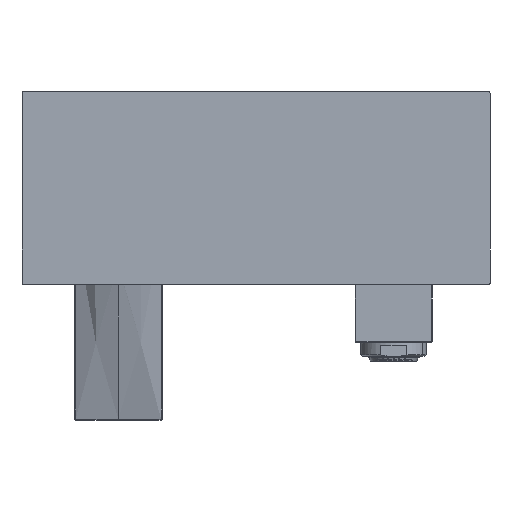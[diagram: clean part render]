
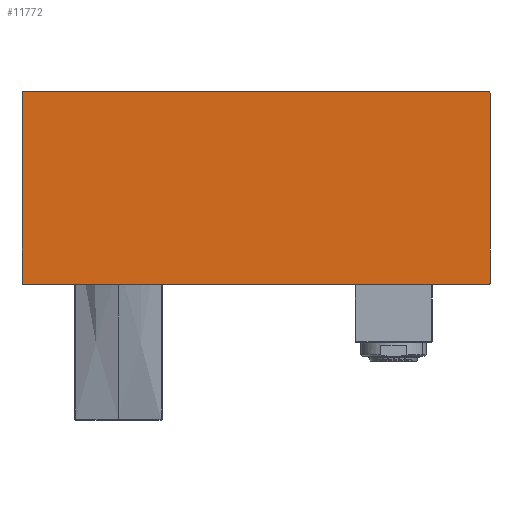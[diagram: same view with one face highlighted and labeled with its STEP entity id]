
A CAD part, left-side view. The second image highlights one B-rep face of the part: STEP entity #11772.
In plain terms, the highlighted face is planar.
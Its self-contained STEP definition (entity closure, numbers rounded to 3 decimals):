
#11650=CARTESIAN_POINT('Vertex',(-35.,-134.5,0.)) ;
#11654=CARTESIAN_POINT('Control Point',(-34.5,-135.,0.)) ;
#11655=CARTESIAN_POINT('Control Point',(-34.696,-135.,0.)) ;
#11656=CARTESIAN_POINT('Control Point',(-34.895,-134.895,0.)) ;
#11657=CARTESIAN_POINT('Control Point',(-35.,-134.696,0.)) ;
#11658=CARTESIAN_POINT('Control Point',(-35.,-134.5,0.)) ;
#11659=CARTESIAN_POINT('Vertex',(-34.5,-135.,0.)) ;
#11674=CARTESIAN_POINT('Axis2P3D Location',(0.,0.,0.)) ;
#11679=CARTESIAN_POINT('Line Origine',(-35.,-50.,0.)) ;
#11683=CARTESIAN_POINT('Vertex',(-35.,34.5,0.)) ;
#11687=CARTESIAN_POINT('Control Point',(-35.,34.5,0.)) ;
#11688=CARTESIAN_POINT('Control Point',(-35.,34.547,0.)) ;
#11689=CARTESIAN_POINT('Control Point',(-34.994,34.595,0.)) ;
#11690=CARTESIAN_POINT('Control Point',(-34.983,34.641,0.)) ;
#11691=CARTESIAN_POINT('Control Point',(-34.95,34.731,0.)) ;
#11692=CARTESIAN_POINT('Control Point',(-34.897,34.81,0.)) ;
#11693=CARTESIAN_POINT('Control Point',(-34.866,34.846,0.)) ;
#11694=CARTESIAN_POINT('Control Point',(-34.795,34.91,0.)) ;
#11695=CARTESIAN_POINT('Control Point',(-34.712,34.957,0.)) ;
#11696=CARTESIAN_POINT('Control Point',(-34.668,34.975,0.)) ;
#11697=CARTESIAN_POINT('Control Point',(-34.607,34.991,0.)) ;
#11698=CARTESIAN_POINT('Control Point',(-34.545,34.998,0.)) ;
#11699=CARTESIAN_POINT('Control Point',(-34.53,34.999,0.)) ;
#11700=CARTESIAN_POINT('Control Point',(-34.515,35.,0.)) ;
#11701=CARTESIAN_POINT('Control Point',(-34.5,35.,0.)) ;
#11702=CARTESIAN_POINT('Vertex',(-34.5,35.,0.)) ;
#11705=CARTESIAN_POINT('Line Origine',(0.,35.,0.)) ;
#11709=CARTESIAN_POINT('Vertex',(34.5,35.,0.)) ;
#11713=CARTESIAN_POINT('Control Point',(34.5,35.,0.)) ;
#11714=CARTESIAN_POINT('Control Point',(34.547,35.,0.)) ;
#11715=CARTESIAN_POINT('Control Point',(34.595,34.994,0.)) ;
#11716=CARTESIAN_POINT('Control Point',(34.641,34.983,0.)) ;
#11717=CARTESIAN_POINT('Control Point',(34.731,34.95,0.)) ;
#11718=CARTESIAN_POINT('Control Point',(34.81,34.897,0.)) ;
#11719=CARTESIAN_POINT('Control Point',(34.846,34.866,0.)) ;
#11720=CARTESIAN_POINT('Control Point',(34.91,34.795,0.)) ;
#11721=CARTESIAN_POINT('Control Point',(34.957,34.712,0.)) ;
#11722=CARTESIAN_POINT('Control Point',(34.975,34.668,0.)) ;
#11723=CARTESIAN_POINT('Control Point',(34.991,34.607,0.)) ;
#11724=CARTESIAN_POINT('Control Point',(34.998,34.545,0.)) ;
#11725=CARTESIAN_POINT('Control Point',(34.999,34.53,0.)) ;
#11726=CARTESIAN_POINT('Control Point',(35.,34.515,0.)) ;
#11727=CARTESIAN_POINT('Control Point',(35.,34.5,0.)) ;
#11728=CARTESIAN_POINT('Vertex',(35.,34.5,0.)) ;
#11731=CARTESIAN_POINT('Line Origine',(35.,-50.,0.)) ;
#11735=CARTESIAN_POINT('Vertex',(35.,-134.5,0.)) ;
#11739=CARTESIAN_POINT('Control Point',(35.,-134.5,0.)) ;
#11740=CARTESIAN_POINT('Control Point',(35.,-134.547,0.)) ;
#11741=CARTESIAN_POINT('Control Point',(34.994,-134.595,0.)) ;
#11742=CARTESIAN_POINT('Control Point',(34.983,-134.641,0.)) ;
#11743=CARTESIAN_POINT('Control Point',(34.95,-134.731,0.)) ;
#11744=CARTESIAN_POINT('Control Point',(34.897,-134.81,0.)) ;
#11745=CARTESIAN_POINT('Control Point',(34.866,-134.846,0.)) ;
#11746=CARTESIAN_POINT('Control Point',(34.795,-134.91,0.)) ;
#11747=CARTESIAN_POINT('Control Point',(34.712,-134.957,0.)) ;
#11748=CARTESIAN_POINT('Control Point',(34.668,-134.975,0.)) ;
#11749=CARTESIAN_POINT('Control Point',(34.607,-134.991,0.)) ;
#11750=CARTESIAN_POINT('Control Point',(34.545,-134.998,0.)) ;
#11751=CARTESIAN_POINT('Control Point',(34.53,-134.999,0.)) ;
#11752=CARTESIAN_POINT('Control Point',(34.515,-135.,0.)) ;
#11753=CARTESIAN_POINT('Control Point',(34.5,-135.,0.)) ;
#11754=CARTESIAN_POINT('Vertex',(34.5,-135.,0.)) ;
#11757=CARTESIAN_POINT('Line Origine',(0.,-135.,0.)) ;
#11681=VECTOR('Line Direction',#11680,1.) ;
#11707=VECTOR('Line Direction',#11706,1.) ;
#11733=VECTOR('Line Direction',#11732,1.) ;
#11759=VECTOR('Line Direction',#11758,1.) ;
#11675=DIRECTION('Axis2P3D Direction',(0.,0.,1.)) ;
#11676=DIRECTION('Axis2P3D XDirection',(1.,0.,0.)) ;
#11680=DIRECTION('Vector Direction',(0.,-1.,0.)) ;
#11706=DIRECTION('Vector Direction',(1.,0.,0.)) ;
#11732=DIRECTION('Vector Direction',(0.,1.,0.)) ;
#11758=DIRECTION('Vector Direction',(-1.,0.,0.)) ;
#11677=AXIS2_PLACEMENT_3D('Plane Axis2P3D',#11674,#11675,#11676) ;
#11682=LINE('Line',#11679,#11681) ;
#11708=LINE('Line',#11705,#11707) ;
#11734=LINE('Line',#11731,#11733) ;
#11760=LINE('Line',#11757,#11759) ;
#11678=PLANE('',#11677) ;
#11661=EDGE_CURVE('',#11651,#11660,#11653,.F.) ;
#11685=EDGE_CURVE('',#11651,#11684,#11682,.F.) ;
#11704=EDGE_CURVE('',#11703,#11684,#11686,.F.) ;
#11711=EDGE_CURVE('',#11703,#11710,#11708,.T.) ;
#11730=EDGE_CURVE('',#11729,#11710,#11712,.F.) ;
#11737=EDGE_CURVE('',#11729,#11736,#11734,.F.) ;
#11756=EDGE_CURVE('',#11755,#11736,#11738,.F.) ;
#11761=EDGE_CURVE('',#11755,#11660,#11760,.T.) ;
#11763=ORIENTED_EDGE('',*,*,#11661,.F.) ;
#11764=ORIENTED_EDGE('',*,*,#11685,.T.) ;
#11765=ORIENTED_EDGE('',*,*,#11704,.F.) ;
#11766=ORIENTED_EDGE('',*,*,#11711,.T.) ;
#11767=ORIENTED_EDGE('',*,*,#11730,.F.) ;
#11768=ORIENTED_EDGE('',*,*,#11737,.T.) ;
#11769=ORIENTED_EDGE('',*,*,#11756,.F.) ;
#11770=ORIENTED_EDGE('',*,*,#11761,.T.) ;
#11762=EDGE_LOOP('',(#11763,#11764,#11765,#11766,#11767,#11768,#11769,#11770)) ;
#11651=VERTEX_POINT('',#11650) ;
#11660=VERTEX_POINT('',#11659) ;
#11684=VERTEX_POINT('',#11683) ;
#11703=VERTEX_POINT('',#11702) ;
#11710=VERTEX_POINT('',#11709) ;
#11729=VERTEX_POINT('',#11728) ;
#11736=VERTEX_POINT('',#11735) ;
#11755=VERTEX_POINT('',#11754) ;
#11772=ADVANCED_FACE('Low',(#11771),#11678,.F.) ;
#11653=B_SPLINE_CURVE_WITH_KNOTS('',4,(#11654,#11655,#11656,#11657,#11658),.UNSPECIFIED.,.F.,.U.,(5,5),(0.,1.111),.UNSPECIFIED.) ;
#11686=B_SPLINE_CURVE_WITH_KNOTS('',5,(#11687,#11688,#11689,#11690,#11691,#11692,#11693,#11694,#11695,#11696,#11697,#11698,#11699,#11700,#11701),.UNSPECIFIED.,.F.,.U.,(6,3,3,3,6),(0.,0.335,0.669,1.004,1.111),.UNSPECIFIED.) ;
#11712=B_SPLINE_CURVE_WITH_KNOTS('',5,(#11713,#11714,#11715,#11716,#11717,#11718,#11719,#11720,#11721,#11722,#11723,#11724,#11725,#11726,#11727),.UNSPECIFIED.,.F.,.U.,(6,3,3,3,6),(0.,0.335,0.669,1.004,1.111),.UNSPECIFIED.) ;
#11738=B_SPLINE_CURVE_WITH_KNOTS('',5,(#11739,#11740,#11741,#11742,#11743,#11744,#11745,#11746,#11747,#11748,#11749,#11750,#11751,#11752,#11753),.UNSPECIFIED.,.F.,.U.,(6,3,3,3,6),(0.,0.335,0.669,1.004,1.111),.UNSPECIFIED.) ;
#11771=FACE_OUTER_BOUND('',#11762,.T.) ;
